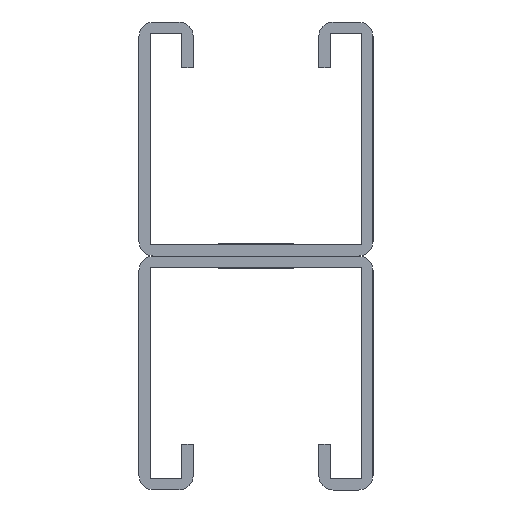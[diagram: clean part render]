
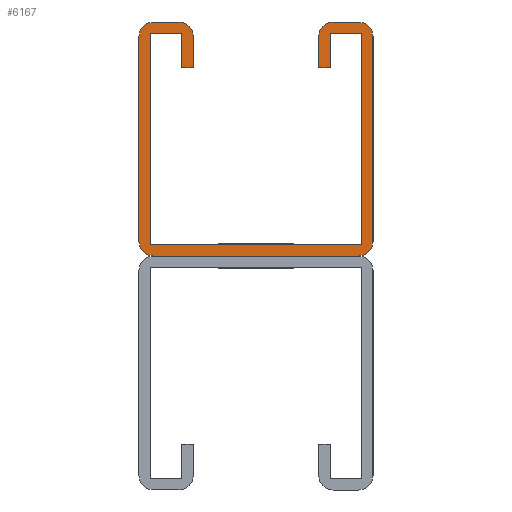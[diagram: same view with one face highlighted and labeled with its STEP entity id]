
A CAD part, left-side view. The second image highlights one B-rep face of the part: STEP entity #6167.
In plain terms, the highlighted planar face has unit normal (-1, 0, 0).
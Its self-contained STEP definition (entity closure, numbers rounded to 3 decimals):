
#378=PLANE('',#6340);
#535=FACE_OUTER_BOUND('',#703,.T.);
#703=EDGE_LOOP('',(#4934,#4935,#4936,#4937,#4938,#4939,#4940,#4941,#4942,
#4943,#4944,#4945,#4946,#4947,#4948,#4949,#4950,#4951,#4952,#4953,#4954,
#4955));
#872=LINE('',#8475,#1700);
#873=LINE('',#8479,#1701);
#874=LINE('',#8483,#1702);
#875=LINE('',#8487,#1703);
#876=LINE('',#8489,#1704);
#877=LINE('',#8491,#1705);
#878=LINE('',#8493,#1706);
#879=LINE('',#8495,#1707);
#880=LINE('',#8497,#1708);
#881=LINE('',#8499,#1709);
#882=LINE('',#8501,#1710);
#883=LINE('',#8503,#1711);
#884=LINE('',#8505,#1712);
#885=LINE('',#8507,#1713);
#886=LINE('',#8511,#1714);
#887=LINE('',#8514,#1715);
#1700=VECTOR('',#6781,1.);
#1701=VECTOR('',#6784,1.);
#1702=VECTOR('',#6787,1.);
#1703=VECTOR('',#6790,1.);
#1704=VECTOR('',#6791,1.);
#1705=VECTOR('',#6792,1.);
#1706=VECTOR('',#6793,1.);
#1707=VECTOR('',#6794,1.);
#1708=VECTOR('',#6795,1.);
#1709=VECTOR('',#6796,1.);
#1710=VECTOR('',#6797,1.);
#1711=VECTOR('',#6798,1.);
#1712=VECTOR('',#6799,1.);
#1713=VECTOR('',#6800,1.);
#1714=VECTOR('',#6803,1.);
#1715=VECTOR('',#6806,1.);
#2527=CIRCLE('',#6339,2.5);
#2528=CIRCLE('',#6341,2.5);
#2529=CIRCLE('',#6342,2.5);
#2530=CIRCLE('',#6343,2.5);
#2531=CIRCLE('',#6344,2.5);
#2532=CIRCLE('',#6345,2.5);
#2792=VERTEX_POINT('',#8468);
#2793=VERTEX_POINT('',#8470);
#2794=VERTEX_POINT('',#8474);
#2795=VERTEX_POINT('',#8476);
#2796=VERTEX_POINT('',#8478);
#2797=VERTEX_POINT('',#8480);
#2798=VERTEX_POINT('',#8482);
#2799=VERTEX_POINT('',#8484);
#2800=VERTEX_POINT('',#8486);
#2801=VERTEX_POINT('',#8488);
#2802=VERTEX_POINT('',#8490);
#2803=VERTEX_POINT('',#8492);
#2804=VERTEX_POINT('',#8494);
#2805=VERTEX_POINT('',#8496);
#2806=VERTEX_POINT('',#8498);
#2807=VERTEX_POINT('',#8500);
#2808=VERTEX_POINT('',#8502);
#2809=VERTEX_POINT('',#8504);
#2810=VERTEX_POINT('',#8506);
#2811=VERTEX_POINT('',#8508);
#2812=VERTEX_POINT('',#8510);
#2813=VERTEX_POINT('',#8512);
#3840=EDGE_CURVE('',#2792,#2793,#2527,.T.);
#3842=EDGE_CURVE('',#2792,#2794,#872,.T.);
#3843=EDGE_CURVE('',#2795,#2794,#2528,.T.);
#3844=EDGE_CURVE('',#2795,#2796,#873,.T.);
#3845=EDGE_CURVE('',#2797,#2796,#2529,.T.);
#3846=EDGE_CURVE('',#2797,#2798,#874,.T.);
#3847=EDGE_CURVE('',#2799,#2798,#2530,.T.);
#3848=EDGE_CURVE('',#2799,#2800,#875,.T.);
#3849=EDGE_CURVE('',#2800,#2801,#876,.T.);
#3850=EDGE_CURVE('',#2801,#2802,#877,.T.);
#3851=EDGE_CURVE('',#2802,#2803,#878,.T.);
#3852=EDGE_CURVE('',#2803,#2804,#879,.T.);
#3853=EDGE_CURVE('',#2804,#2805,#880,.T.);
#3854=EDGE_CURVE('',#2805,#2806,#881,.T.);
#3855=EDGE_CURVE('',#2806,#2807,#882,.T.);
#3856=EDGE_CURVE('',#2807,#2808,#883,.T.);
#3857=EDGE_CURVE('',#2808,#2809,#884,.T.);
#3858=EDGE_CURVE('',#2809,#2810,#885,.T.);
#3859=EDGE_CURVE('',#2811,#2810,#2531,.T.);
#3860=EDGE_CURVE('',#2811,#2812,#886,.T.);
#3861=EDGE_CURVE('',#2813,#2812,#2532,.T.);
#3862=EDGE_CURVE('',#2813,#2793,#887,.T.);
#4934=ORIENTED_EDGE('',*,*,#3840,.F.);
#4935=ORIENTED_EDGE('',*,*,#3842,.T.);
#4936=ORIENTED_EDGE('',*,*,#3843,.F.);
#4937=ORIENTED_EDGE('',*,*,#3844,.T.);
#4938=ORIENTED_EDGE('',*,*,#3845,.F.);
#4939=ORIENTED_EDGE('',*,*,#3846,.T.);
#4940=ORIENTED_EDGE('',*,*,#3847,.F.);
#4941=ORIENTED_EDGE('',*,*,#3848,.T.);
#4942=ORIENTED_EDGE('',*,*,#3849,.T.);
#4943=ORIENTED_EDGE('',*,*,#3850,.T.);
#4944=ORIENTED_EDGE('',*,*,#3851,.T.);
#4945=ORIENTED_EDGE('',*,*,#3852,.T.);
#4946=ORIENTED_EDGE('',*,*,#3853,.T.);
#4947=ORIENTED_EDGE('',*,*,#3854,.T.);
#4948=ORIENTED_EDGE('',*,*,#3855,.T.);
#4949=ORIENTED_EDGE('',*,*,#3856,.T.);
#4950=ORIENTED_EDGE('',*,*,#3857,.T.);
#4951=ORIENTED_EDGE('',*,*,#3858,.T.);
#4952=ORIENTED_EDGE('',*,*,#3859,.F.);
#4953=ORIENTED_EDGE('',*,*,#3860,.T.);
#4954=ORIENTED_EDGE('',*,*,#3861,.F.);
#4955=ORIENTED_EDGE('',*,*,#3862,.T.);
#6167=ADVANCED_FACE('',(#535),#378,.F.);
#6339=AXIS2_PLACEMENT_3D('',#8471,#6776,#6777);
#6340=AXIS2_PLACEMENT_3D('',#8473,#6779,#6780);
#6341=AXIS2_PLACEMENT_3D('',#8477,#6782,#6783);
#6342=AXIS2_PLACEMENT_3D('',#8481,#6785,#6786);
#6343=AXIS2_PLACEMENT_3D('',#8485,#6788,#6789);
#6344=AXIS2_PLACEMENT_3D('',#8509,#6801,#6802);
#6345=AXIS2_PLACEMENT_3D('',#8513,#6804,#6805);
#6776=DIRECTION('center_axis',(1.,0.,0.));
#6777=DIRECTION('ref_axis',(0.,0.707,-0.707));
#6779=DIRECTION('center_axis',(1.,0.,0.));
#6780=DIRECTION('ref_axis',(0.,0.,-1.));
#6781=DIRECTION('',(0.,-1.,0.));
#6782=DIRECTION('center_axis',(1.,0.,0.));
#6783=DIRECTION('ref_axis',(0.,-0.707,-0.707));
#6784=DIRECTION('',(0.,0.,1.));
#6785=DIRECTION('center_axis',(1.,0.,0.));
#6786=DIRECTION('ref_axis',(0.,-0.707,0.707));
#6787=DIRECTION('',(0.,1.,0.));
#6788=DIRECTION('center_axis',(1.,0.,0.));
#6789=DIRECTION('ref_axis',(0.,0.707,0.707));
#6790=DIRECTION('',(0.,0.,-1.));
#6791=DIRECTION('',(0.,-1.,0.));
#6792=DIRECTION('',(0.,0.,1.));
#6793=DIRECTION('',(0.,-1.,0.));
#6794=DIRECTION('',(0.,0.,-1.));
#6795=DIRECTION('',(0.,1.,0.));
#6796=DIRECTION('',(0.,0.,1.));
#6797=DIRECTION('',(0.,-1.,0.));
#6798=DIRECTION('',(0.,0.,-1.));
#6799=DIRECTION('',(0.,-1.,0.));
#6800=DIRECTION('',(0.,0.,1.));
#6801=DIRECTION('center_axis',(1.,0.,0.));
#6802=DIRECTION('ref_axis',(0.,-0.707,0.707));
#6803=DIRECTION('',(0.,1.,0.));
#6804=DIRECTION('center_axis',(1.,0.,0.));
#6805=DIRECTION('ref_axis',(0.,0.707,0.707));
#6806=DIRECTION('',(0.,0.,-1.));
#8468=CARTESIAN_POINT('',(0.,-2.528,41.021));
#8470=CARTESIAN_POINT('',(0.,-0.028,43.521));
#8471=CARTESIAN_POINT('Origin',(0.,-2.528,43.521));
#8473=CARTESIAN_POINT('Origin',(0.,-20.528,60.062));
#8474=CARTESIAN_POINT('',(0.,-38.528,41.021));
#8475=CARTESIAN_POINT('',(0.,-0.028,41.021));
#8476=CARTESIAN_POINT('',(0.,-41.028,43.521));
#8477=CARTESIAN_POINT('Origin',(0.,-38.528,43.521));
#8478=CARTESIAN_POINT('',(0.,-41.028,79.521));
#8479=CARTESIAN_POINT('',(0.,-41.028,41.021));
#8480=CARTESIAN_POINT('',(0.,-38.528,82.021));
#8481=CARTESIAN_POINT('Origin',(0.,-38.528,79.521));
#8482=CARTESIAN_POINT('',(0.,-34.028,82.021));
#8483=CARTESIAN_POINT('',(0.,-41.028,82.021));
#8484=CARTESIAN_POINT('',(0.,-31.528,79.521));
#8485=CARTESIAN_POINT('Origin',(0.,-34.028,79.521));
#8486=CARTESIAN_POINT('',(0.,-31.528,74.021));
#8487=CARTESIAN_POINT('',(0.,-31.528,82.021));
#8488=CARTESIAN_POINT('',(0.,-33.528,74.021));
#8489=CARTESIAN_POINT('',(0.,-31.528,74.021));
#8490=CARTESIAN_POINT('',(0.,-33.528,80.021));
#8491=CARTESIAN_POINT('',(0.,-33.528,74.021));
#8492=CARTESIAN_POINT('',(0.,-39.028,80.021));
#8493=CARTESIAN_POINT('',(0.,-33.528,80.021));
#8494=CARTESIAN_POINT('',(0.,-39.028,43.021));
#8495=CARTESIAN_POINT('',(0.,-39.028,80.021));
#8496=CARTESIAN_POINT('',(0.,-2.028,43.021));
#8497=CARTESIAN_POINT('',(0.,-39.028,43.021));
#8498=CARTESIAN_POINT('',(0.,-2.028,80.021));
#8499=CARTESIAN_POINT('',(0.,-2.028,43.021));
#8500=CARTESIAN_POINT('',(0.,-7.528,80.021));
#8501=CARTESIAN_POINT('',(0.,-2.028,80.021));
#8502=CARTESIAN_POINT('',(0.,-7.528,74.021));
#8503=CARTESIAN_POINT('',(0.,-7.528,80.021));
#8504=CARTESIAN_POINT('',(0.,-9.528,74.021));
#8505=CARTESIAN_POINT('',(0.,-7.528,74.021));
#8506=CARTESIAN_POINT('',(0.,-9.528,79.521));
#8507=CARTESIAN_POINT('',(0.,-9.528,74.021));
#8508=CARTESIAN_POINT('',(0.,-7.028,82.021));
#8509=CARTESIAN_POINT('Origin',(0.,-7.028,79.521));
#8510=CARTESIAN_POINT('',(0.,-2.528,82.021));
#8511=CARTESIAN_POINT('',(0.,-9.528,82.021));
#8512=CARTESIAN_POINT('',(0.,-0.028,79.521));
#8513=CARTESIAN_POINT('Origin',(0.,-2.528,79.521));
#8514=CARTESIAN_POINT('',(0.,-0.028,82.021));
